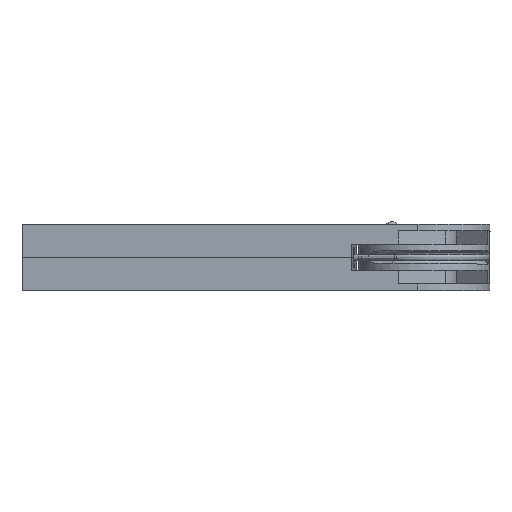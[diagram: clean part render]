
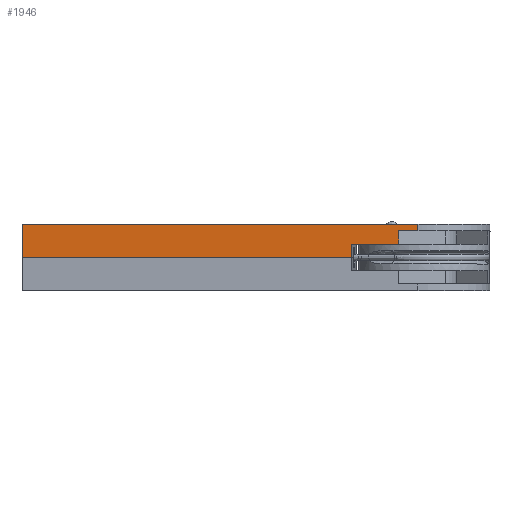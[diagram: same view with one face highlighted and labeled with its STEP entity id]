
A CAD part, top view. The second image highlights one B-rep face of the part: STEP entity #1946.
In plain terms, the highlighted free-form (B-spline) face has degree [1, 1] with [2, 2] control points.
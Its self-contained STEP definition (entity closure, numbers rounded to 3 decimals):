
#1455 = VERTEX_POINT('',#1456);
#1456 = CARTESIAN_POINT('',(-11.361,11.992,
    29.101));
#1493 = VERTEX_POINT('',#1494);
#1494 = CARTESIAN_POINT('',(-2.613,11.992,
    29.866));
#1502 = EDGE_CURVE('',#1493,#1455,#1503,.T.);
#1503 = B_SPLINE_CURVE_WITH_KNOTS('',1,(#1504,#1505),.UNSPECIFIED.,.F.,
  .F.,(2,2),(0.,5.858),.PIECEWISE_BEZIER_KNOTS.);
#1504 = CARTESIAN_POINT('',(-2.613,11.992,
    29.866));
#1505 = CARTESIAN_POINT('',(-11.361,11.992,
    29.101));
#1576 = VERTEX_POINT('',#1577);
#1577 = CARTESIAN_POINT('',(-2.613,14.99,
    29.866));
#1585 = EDGE_CURVE('',#1576,#1586,#1588,.T.);
#1586 = VERTEX_POINT('',#1587);
#1587 = CARTESIAN_POINT('',(-181.81,14.99,
    14.189));
#1588 = B_SPLINE_CURVE_WITH_KNOTS('',1,(#1589,#1590),.UNSPECIFIED.,.F.,
  .F.,(2,2),(0.,120.),.PIECEWISE_BEZIER_KNOTS.);
#1589 = CARTESIAN_POINT('',(-2.613,14.99,
    29.866));
#1590 = CARTESIAN_POINT('',(-181.81,14.99,
    14.189));
#1790 = EDGE_CURVE('',#1455,#1791,#1793,.T.);
#1791 = VERTEX_POINT('',#1792);
#1792 = CARTESIAN_POINT('',(-11.361,5.996,
    29.101));
#1793 = B_SPLINE_CURVE_WITH_KNOTS('',1,(#1794,#1795),.UNSPECIFIED.,.F.,
  .F.,(2,2),(0.,4.),.PIECEWISE_BEZIER_KNOTS.);
#1794 = CARTESIAN_POINT('',(-11.361,11.992,
    29.101));
#1795 = CARTESIAN_POINT('',(-11.361,5.996,
    29.101));
#1930 = EDGE_CURVE('',#1576,#1493,#1931,.T.);
#1931 = B_SPLINE_CURVE_WITH_KNOTS('',1,(#1932,#1933),.UNSPECIFIED.,.F.,
  .F.,(2,2),(0.,2.),.PIECEWISE_BEZIER_KNOTS.);
#1932 = CARTESIAN_POINT('',(-2.613,14.99,
    29.866));
#1933 = CARTESIAN_POINT('',(-2.613,11.992,
    29.866));
#1946 = ADVANCED_FACE('',(#1947),#1979,.T.);
#1947 = FACE_BOUND('',#1948,.T.);
#1948 = EDGE_LOOP('',(#1949,#1950,#1957,#1964,#1971,#1976,#1977,#1978));
#1949 = ORIENTED_EDGE('',*,*,#1585,.T.);
#1950 = ORIENTED_EDGE('',*,*,#1951,.T.);
#1951 = EDGE_CURVE('',#1586,#1952,#1954,.T.);
#1952 = VERTEX_POINT('',#1953);
#1953 = CARTESIAN_POINT('',(-181.81,0.,
    14.189));
#1954 = B_SPLINE_CURVE_WITH_KNOTS('',1,(#1955,#1956),.UNSPECIFIED.,.F.,
  .F.,(2,2),(0.,10.),.PIECEWISE_BEZIER_KNOTS.);
#1955 = CARTESIAN_POINT('',(-181.81,14.99,
    14.189));
#1956 = CARTESIAN_POINT('',(-181.81,0.,
    14.189));
#1957 = ORIENTED_EDGE('',*,*,#1958,.F.);
#1958 = EDGE_CURVE('',#1959,#1952,#1961,.T.);
#1959 = VERTEX_POINT('',#1960);
#1960 = CARTESIAN_POINT('',(-32.479,0.,
    27.253));
#1961 = B_SPLINE_CURVE_WITH_KNOTS('',1,(#1962,#1963),.UNSPECIFIED.,.F.,
  .F.,(2,2),(0.,100.),.PIECEWISE_BEZIER_KNOTS.);
#1962 = CARTESIAN_POINT('',(-32.479,0.,
    27.253));
#1963 = CARTESIAN_POINT('',(-181.81,0.,
    14.189));
#1964 = ORIENTED_EDGE('',*,*,#1965,.F.);
#1965 = EDGE_CURVE('',#1966,#1959,#1968,.T.);
#1966 = VERTEX_POINT('',#1967);
#1967 = CARTESIAN_POINT('',(-32.479,5.996,
    27.253));
#1968 = B_SPLINE_CURVE_WITH_KNOTS('',1,(#1969,#1970),.UNSPECIFIED.,.F.,
  .F.,(2,2),(0.,4.),.PIECEWISE_BEZIER_KNOTS.);
#1969 = CARTESIAN_POINT('',(-32.479,5.996,
    27.253));
#1970 = CARTESIAN_POINT('',(-32.479,0.,
    27.253));
#1971 = ORIENTED_EDGE('',*,*,#1972,.F.);
#1972 = EDGE_CURVE('',#1791,#1966,#1973,.T.);
#1973 = B_SPLINE_CURVE_WITH_KNOTS('',1,(#1974,#1975),.UNSPECIFIED.,.F.,
  .F.,(2,2),(0.,14.142),.PIECEWISE_BEZIER_KNOTS.);
#1974 = CARTESIAN_POINT('',(-11.361,5.996,
    29.101));
#1975 = CARTESIAN_POINT('',(-32.479,5.996,
    27.253));
#1976 = ORIENTED_EDGE('',*,*,#1790,.F.);
#1977 = ORIENTED_EDGE('',*,*,#1502,.F.);
#1978 = ORIENTED_EDGE('',*,*,#1930,.F.);
#1979 = B_SPLINE_SURFACE_WITH_KNOTS('',1,1,(
    (#1980,#1981)
    ,(#1982,#1983
    )),.UNSPECIFIED.,.F.,.F.,.F.,(2,2),(2,2),(0.,1.),(0.,1.),
  .PIECEWISE_BEZIER_KNOTS.);
#1980 = CARTESIAN_POINT('',(-2.613,14.99,
    29.866));
#1981 = CARTESIAN_POINT('',(-2.613,0.,
    29.866));
#1982 = CARTESIAN_POINT('',(-181.81,14.99,
    14.189));
#1983 = CARTESIAN_POINT('',(-181.81,0.,
    14.189));
